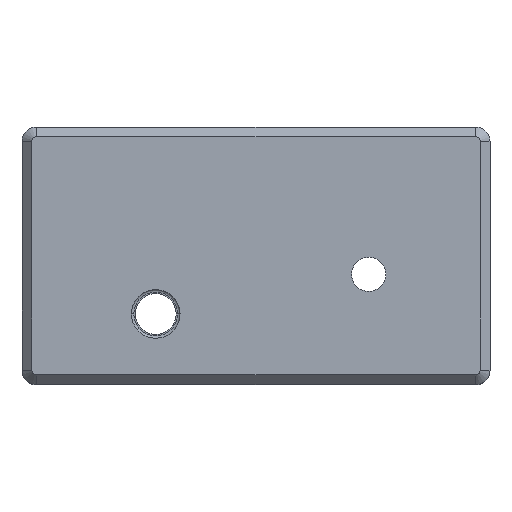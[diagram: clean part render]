
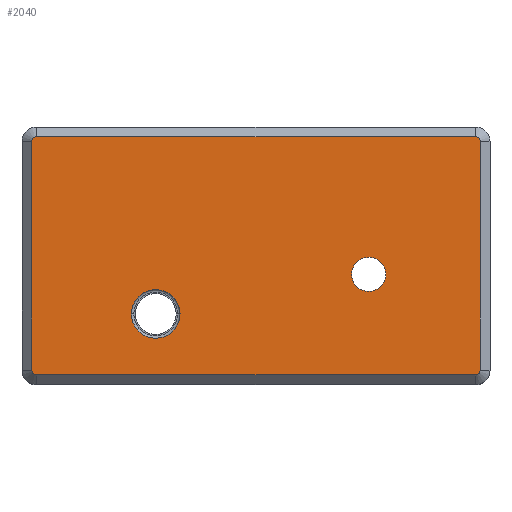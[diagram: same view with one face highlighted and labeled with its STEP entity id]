
A CAD part, top view. The second image highlights one B-rep face of the part: STEP entity #2040.
In plain terms, the highlighted planar face has unit normal (0, 0, 1).
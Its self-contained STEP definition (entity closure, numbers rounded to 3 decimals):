
#3 = VECTOR ( 'NONE', #2019, 1000. ) ;
#10 = DIRECTION ( 'NONE',  ( -1., 0., 0. ) ) ;
#76 = VERTEX_POINT ( 'NONE', #1115 ) ;
#169 = DIRECTION ( 'NONE',  ( 0., 0., 1. ) ) ;
#203 = VERTEX_POINT ( 'NONE', #4339 ) ;
#276 = CARTESIAN_POINT ( 'NONE',  ( 16.2, 0., 3. ) ) ;
#305 = EDGE_CURVE ( 'NONE', #1041, #203, #3022, .T. ) ;
#312 = EDGE_CURVE ( 'NONE', #1757, #2043, #1533, .T. ) ;
#334 = ORIENTED_EDGE ( 'NONE', *, *, #2952, .T. ) ;
#510 = VERTEX_POINT ( 'NONE', #4257 ) ;
#522 = EDGE_CURVE ( 'NONE', #510, #76, #3839, .T. ) ;
#530 = ORIENTED_EDGE ( 'NONE', *, *, #3582, .F. ) ;
#553 = CARTESIAN_POINT ( 'NONE',  ( -50.55, -75.608, 3. ) ) ;
#567 = ORIENTED_EDGE ( 'NONE', *, *, #4755, .F. ) ;
#661 = DIRECTION ( 'NONE',  ( 0., 0., 1. ) ) ;
#663 = FACE_OUTER_BOUND ( 'NONE', #1243, .T. ) ;
#932 = VECTOR ( 'NONE', #3990, 1000. ) ;
#958 = LINE ( 'NONE', #1279, #3 ) ;
#1031 = DIRECTION ( 'NONE',  ( 1., 0., 0. ) ) ;
#1041 = VERTEX_POINT ( 'NONE', #2770 ) ;
#1099 = AXIS2_PLACEMENT_3D ( 'NONE', #1230, #3930, #2052 ) ;
#1115 = CARTESIAN_POINT ( 'NONE',  ( -75.054, -88.158, 3. ) ) ;
#1127 = AXIS2_PLACEMENT_3D ( 'NONE', #4521, #2617, #3335 ) ;
#1230 = CARTESIAN_POINT ( 'NONE',  ( -75.054, -87.158, 3. ) ) ;
#1239 = CARTESIAN_POINT ( 'NONE',  ( 15.2, -87.158, 3. ) ) ;
#1243 = EDGE_LOOP ( 'NONE', ( #3043, #1610, #4024, #1904, #1474, #334, #1453, #3660 ) ) ;
#1279 = CARTESIAN_POINT ( 'NONE',  ( -76.054, 0., 3. ) ) ;
#1340 = AXIS2_PLACEMENT_3D ( 'NONE', #4058, #2166, #1031 ) ;
#1361 = CARTESIAN_POINT ( 'NONE',  ( -55.55, -75.608, 3. ) ) ;
#1453 = ORIENTED_EDGE ( 'NONE', *, *, #312, .T. ) ;
#1474 = ORIENTED_EDGE ( 'NONE', *, *, #1865, .T. ) ;
#1512 = DIRECTION ( 'NONE',  ( 1., 0., 0. ) ) ;
#1533 = CIRCLE ( 'NONE', #3394, 1. ) ;
#1545 = EDGE_CURVE ( 'NONE', #4085, #1041, #4433, .T. ) ;
#1552 = CARTESIAN_POINT ( 'NONE',  ( -76.054, -40.158, 3. ) ) ;
#1591 = CARTESIAN_POINT ( 'NONE',  ( -10.25, -67.458, 3. ) ) ;
#1603 = VECTOR ( 'NONE', #3332, 1000. ) ;
#1610 = ORIENTED_EDGE ( 'NONE', *, *, #3834, .T. ) ;
#1622 = DIRECTION ( 'NONE',  ( -1., 0., 0. ) ) ;
#1757 = VERTEX_POINT ( 'NONE', #3299 ) ;
#1775 = AXIS2_PLACEMENT_3D ( 'NONE', #553, #169, #3577 ) ;
#1785 = ORIENTED_EDGE ( 'NONE', *, *, #4812, .F. ) ;
#1787 = CARTESIAN_POINT ( 'NONE',  ( -3.25, -67.458, 3. ) ) ;
#1815 = CIRCLE ( 'NONE', #1127, 1. ) ;
#1865 = EDGE_CURVE ( 'NONE', #203, #4633, #1815, .T. ) ;
#1884 = CARTESIAN_POINT ( 'NONE',  ( 0., -88.158, 3. ) ) ;
#1904 = ORIENTED_EDGE ( 'NONE', *, *, #305, .T. ) ;
#1922 = PLANE ( 'NONE',  #2190 ) ;
#1986 = DIRECTION ( 'NONE',  ( -1., 0., 0. ) ) ;
#2019 = DIRECTION ( 'NONE',  ( 0., -1., 0. ) ) ;
#2040 = ADVANCED_FACE ( 'NONE', ( #663, #3588, #2949 ), #1922, .F. ) ;
#2043 = VERTEX_POINT ( 'NONE', #1552 ) ;
#2052 = DIRECTION ( 'NONE',  ( -1., 0., 0. ) ) ;
#2075 = EDGE_CURVE ( 'NONE', #2043, #510, #958, .T. ) ;
#2078 = CIRCLE ( 'NONE', #4616, 3.5 ) ;
#2166 = DIRECTION ( 'NONE',  ( 0., 0., 1. ) ) ;
#2190 = AXIS2_PLACEMENT_3D ( 'NONE', #2303, #2325, #10 ) ;
#2263 = VERTEX_POINT ( 'NONE', #1361 ) ;
#2303 = CARTESIAN_POINT ( 'NONE',  ( 0., 0., 3. ) ) ;
#2325 = DIRECTION ( 'NONE',  ( 0., 0., -1. ) ) ;
#2333 = CIRCLE ( 'NONE', #1775, 5. ) ;
#2408 = EDGE_LOOP ( 'NONE', ( #567, #530 ) ) ;
#2442 = CIRCLE ( 'NONE', #1340, 5. ) ;
#2617 = DIRECTION ( 'NONE',  ( 0., 0., 1. ) ) ;
#2647 = EDGE_CURVE ( 'NONE', #4134, #3477, #2078, .T. ) ;
#2696 = LINE ( 'NONE', #4774, #932 ) ;
#2770 = CARTESIAN_POINT ( 'NONE',  ( 16.2, -87.158, 3. ) ) ;
#2771 = AXIS2_PLACEMENT_3D ( 'NONE', #1239, #3856, #1622 ) ;
#2883 = CARTESIAN_POINT ( 'NONE',  ( 15.2, -88.158, 3. ) ) ;
#2949 = FACE_BOUND ( 'NONE', #4336, .T. ) ;
#2952 = EDGE_CURVE ( 'NONE', #4633, #1757, #2696, .T. ) ;
#2966 = CIRCLE ( 'NONE', #3311, 3.5 ) ;
#3022 = LINE ( 'NONE', #276, #1603 ) ;
#3029 = LINE ( 'NONE', #1884, #4146 ) ;
#3043 = ORIENTED_EDGE ( 'NONE', *, *, #522, .T. ) ;
#3108 = DIRECTION ( 'NONE',  ( 0., 0., 1. ) ) ;
#3299 = CARTESIAN_POINT ( 'NONE',  ( -75.054, -39.158, 3. ) ) ;
#3311 = AXIS2_PLACEMENT_3D ( 'NONE', #3312, #661, #3701 ) ;
#3312 = CARTESIAN_POINT ( 'NONE',  ( -6.75, -67.458, 3. ) ) ;
#3332 = DIRECTION ( 'NONE',  ( 0., 1., 0. ) ) ;
#3335 = DIRECTION ( 'NONE',  ( -1., 0., 0. ) ) ;
#3394 = AXIS2_PLACEMENT_3D ( 'NONE', #4778, #4531, #1986 ) ;
#3425 = DIRECTION ( 'NONE',  ( 1., 0., 0. ) ) ;
#3477 = VERTEX_POINT ( 'NONE', #1591 ) ;
#3577 = DIRECTION ( 'NONE',  ( 1., 0., 0. ) ) ;
#3582 = EDGE_CURVE ( 'NONE', #2263, #4450, #2333, .T. ) ;
#3588 = FACE_BOUND ( 'NONE', #2408, .T. ) ;
#3660 = ORIENTED_EDGE ( 'NONE', *, *, #2075, .T. ) ;
#3701 = DIRECTION ( 'NONE',  ( 1., 0., 0. ) ) ;
#3820 = CARTESIAN_POINT ( 'NONE',  ( -6.75, -67.458, 3. ) ) ;
#3834 = EDGE_CURVE ( 'NONE', #76, #4085, #3029, .T. ) ;
#3839 = CIRCLE ( 'NONE', #1099, 1. ) ;
#3856 = DIRECTION ( 'NONE',  ( 0., 0., 1. ) ) ;
#3930 = DIRECTION ( 'NONE',  ( 0., 0., 1. ) ) ;
#3990 = DIRECTION ( 'NONE',  ( -1., 0., 0. ) ) ;
#4024 = ORIENTED_EDGE ( 'NONE', *, *, #1545, .T. ) ;
#4058 = CARTESIAN_POINT ( 'NONE',  ( -50.55, -75.608, 3. ) ) ;
#4085 = VERTEX_POINT ( 'NONE', #2883 ) ;
#4106 = ORIENTED_EDGE ( 'NONE', *, *, #2647, .F. ) ;
#4134 = VERTEX_POINT ( 'NONE', #1787 ) ;
#4146 = VECTOR ( 'NONE', #1512, 1000. ) ;
#4257 = CARTESIAN_POINT ( 'NONE',  ( -76.054, -87.158, 3. ) ) ;
#4336 = EDGE_LOOP ( 'NONE', ( #4106, #1785 ) ) ;
#4339 = CARTESIAN_POINT ( 'NONE',  ( 16.2, -40.158, 3. ) ) ;
#4433 = CIRCLE ( 'NONE', #2771, 1. ) ;
#4450 = VERTEX_POINT ( 'NONE', #4602 ) ;
#4521 = CARTESIAN_POINT ( 'NONE',  ( 15.2, -40.158, 3. ) ) ;
#4531 = DIRECTION ( 'NONE',  ( 0., 0., 1. ) ) ;
#4602 = CARTESIAN_POINT ( 'NONE',  ( -45.55, -75.608, 3. ) ) ;
#4616 = AXIS2_PLACEMENT_3D ( 'NONE', #3820, #3108, #3425 ) ;
#4633 = VERTEX_POINT ( 'NONE', #4724 ) ;
#4724 = CARTESIAN_POINT ( 'NONE',  ( 15.2, -39.158, 3. ) ) ;
#4755 = EDGE_CURVE ( 'NONE', #4450, #2263, #2442, .T. ) ;
#4774 = CARTESIAN_POINT ( 'NONE',  ( 0., -39.158, 3. ) ) ;
#4778 = CARTESIAN_POINT ( 'NONE',  ( -75.054, -40.158, 3. ) ) ;
#4812 = EDGE_CURVE ( 'NONE', #3477, #4134, #2966, .T. ) ;
